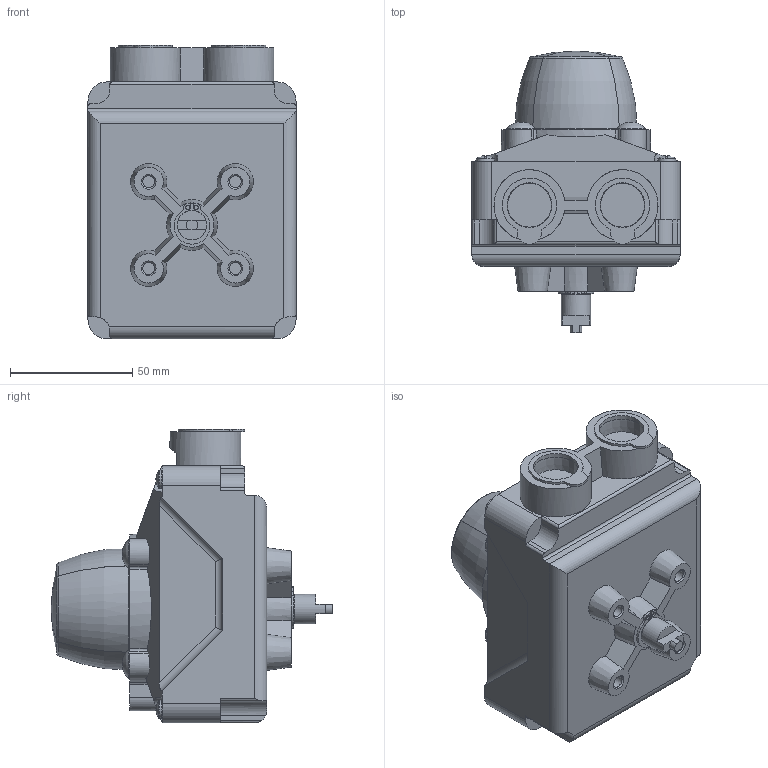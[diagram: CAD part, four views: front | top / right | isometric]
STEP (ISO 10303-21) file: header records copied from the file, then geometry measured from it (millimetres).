
FILE_DESCRIPTION(/* description */ ('STEP AP214'),/* implementation_level */ '2;1');
FILE_NAME(/* name */ '8182183_SRBK-CA5-YR90-MW-22A-1W-C2',/* time_stamp */ '2024-09-15T14:32:52+02:00',/* author */ ('License CC BY-ND 4.0'),/* organization */ ('CADENAS'),/* preprocessor_version */ 'ST-DEVELOPER v19.3',/* originating_system */ 'PARTsolutions',/* authorisation */ ' ');
FILE_SCHEMA (('AUTOMOTIVE_DESIGN {1 0 10303 214 3 1 1}'));
Length unit declared in the file: millimetre
Products named in the file (6): 8182183 SRBK-CA5-YR90-MW-22A-1W-C2---(40090); 8182183 SRBK-CA5-YR90-MW-22A-1W-C2---(400H); 8182183 SRBK-CA5-YR90-MW-22A-1W-C2---(S); 8137192 SASF-S4-DE_2---(housing0); 3472483 SRBE; 8137193 SACC-S4-T-part
Assembly tree (6 placements, depth 2):
  8182183 SRBK-CA5-YR90-MW-22A-1W-C2---(40090)
    8182183 SRBK-CA5-YR90-MW-22A-1W-C2---(400H)
    8182183 SRBK-CA5-YR90-MW-22A-1W-C2---(S)
    8137192 SASF-S4-DE_2---(housing0)
    3472483 SRBE  x2
    8137193 SACC-S4-T-part
Bounding box: 85 x 115 x 120 mm (x, y, z)
Volume: 462745.9 mm3; surface area: 77811.7 mm2
Topology: 6 solids, 6 shells, 491 faces, 1308 edges, 853 vertices
Faces by surface type: plane 266, cylinder 139, torus 41, cone 26, sphere 19
Full cylindrical faces by diameter (mm): 1.7 x2, 4.917 x4, 6 x1, 9.9 x1, 10 x1, 11.5 x1, 11.8 x4, 12 x2, 12.1 x1, 18 x1, 18.376 x2, 36 x1, 42 x1, 56 x1
Entity records: 18062 total; most frequent: DIRECTION 2722, CARTESIAN_POINT 2664, ORIENTED_EDGE 2430, EDGE_CURVE 1215, AXIS2_PLACEMENT_3D 1059, VERTEX_POINT 821, LINE 604, VECTOR 604
